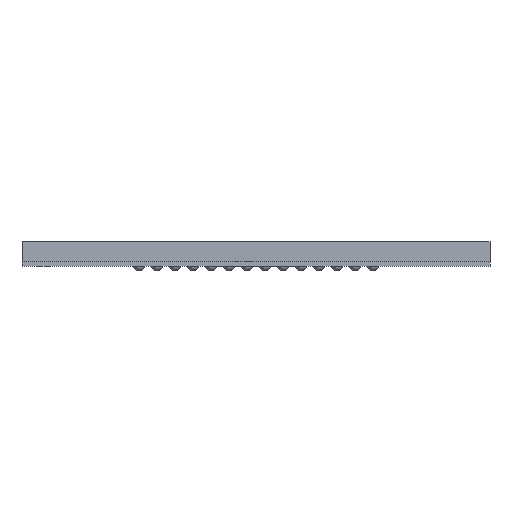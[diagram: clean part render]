
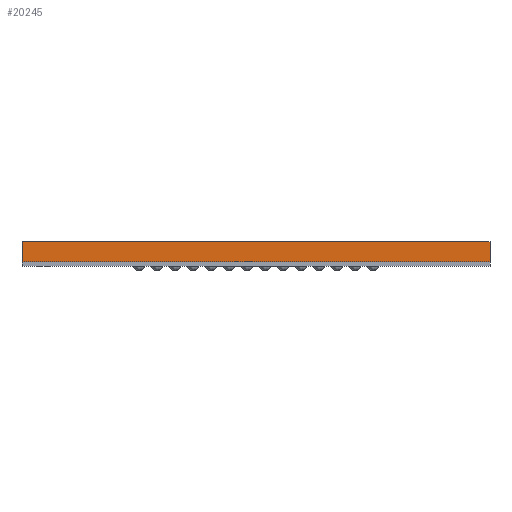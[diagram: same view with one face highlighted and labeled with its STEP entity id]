
A CAD part, left-side view. The second image highlights one B-rep face of the part: STEP entity #20245.
In plain terms, the highlighted planar face has unit normal (-1, 0, 0).
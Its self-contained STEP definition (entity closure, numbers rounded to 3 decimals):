
#905 = VECTOR ( 'NONE', #8979, 1000. ) ;
#2170 = CARTESIAN_POINT ( 'NONE',  ( -5.75, 6.5, 0. ) ) ;
#2465 = VECTOR ( 'NONE', #35353, 1000. ) ;
#2801 = EDGE_CURVE ( 'NONE', #28706, #30146, #24923, .T. ) ;
#3233 = VECTOR ( 'NONE', #41204, 1000. ) ;
#3494 = AXIS2_PLACEMENT_3D ( 'NONE', #40174, #26855, #11307 ) ;
#5162 = CARTESIAN_POINT ( 'NONE',  ( -5.75, 6.5, 0.56 ) ) ;
#7053 = VERTEX_POINT ( 'NONE', #5162 ) ;
#7189 = DIRECTION ( 'NONE',  ( 0., 0., -1. ) ) ;
#8385 = FACE_OUTER_BOUND ( 'NONE', #33756, .T. ) ;
#8943 = ORIENTED_EDGE ( 'NONE', *, *, #13862, .F. ) ;
#8979 = DIRECTION ( 'NONE',  ( 0., -1., 0. ) ) ;
#10977 = ORIENTED_EDGE ( 'NONE', *, *, #41015, .F. ) ;
#11307 = DIRECTION ( 'NONE',  ( 0., 1., 0. ) ) ;
#12531 = CARTESIAN_POINT ( 'NONE',  ( -5.75, 6.5, 0.56 ) ) ;
#12809 = CARTESIAN_POINT ( 'NONE',  ( -5.75, 6.5, 0.56 ) ) ;
#13787 = CARTESIAN_POINT ( 'NONE',  ( -5.75, -6.5, 0.56 ) ) ;
#13862 = EDGE_CURVE ( 'NONE', #7053, #40143, #15905, .T. ) ;
#15905 = LINE ( 'NONE', #12809, #2465 ) ;
#19400 = LINE ( 'NONE', #12531, #3233 ) ;
#20245 = ADVANCED_FACE ( 'NONE', ( #8385 ), #39960, .F. ) ;
#24923 = LINE ( 'NONE', #37625, #905 ) ;
#25862 = LINE ( 'NONE', #26285, #31007 ) ;
#26285 = CARTESIAN_POINT ( 'NONE',  ( -5.75, -6.5, 0.56 ) ) ;
#26855 = DIRECTION ( 'NONE',  ( 1., 0., 0. ) ) ;
#28706 = VERTEX_POINT ( 'NONE', #2170 ) ;
#29781 = ORIENTED_EDGE ( 'NONE', *, *, #37356, .T. ) ;
#30146 = VERTEX_POINT ( 'NONE', #38650 ) ;
#31007 = VECTOR ( 'NONE', #7189, 1000. ) ;
#33756 = EDGE_LOOP ( 'NONE', ( #40831, #10977, #8943, #29781 ) ) ;
#35353 = DIRECTION ( 'NONE',  ( 0., -1., 0. ) ) ;
#37356 = EDGE_CURVE ( 'NONE', #7053, #28706, #19400, .T. ) ;
#37625 = CARTESIAN_POINT ( 'NONE',  ( -5.75, 6.5, 0. ) ) ;
#38650 = CARTESIAN_POINT ( 'NONE',  ( -5.75, -6.5, 0. ) ) ;
#39960 = PLANE ( 'NONE',  #3494 ) ;
#40143 = VERTEX_POINT ( 'NONE', #13787 ) ;
#40174 = CARTESIAN_POINT ( 'NONE',  ( -5.75, 6.5, 0.56 ) ) ;
#40831 = ORIENTED_EDGE ( 'NONE', *, *, #2801, .T. ) ;
#41015 = EDGE_CURVE ( 'NONE', #40143, #30146, #25862, .T. ) ;
#41204 = DIRECTION ( 'NONE',  ( 0., 0., -1. ) ) ;
